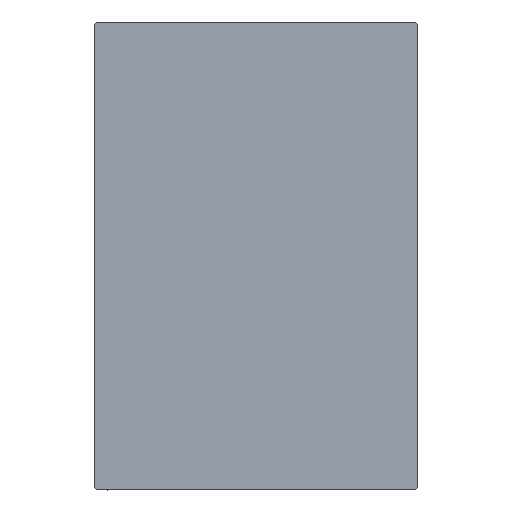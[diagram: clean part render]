
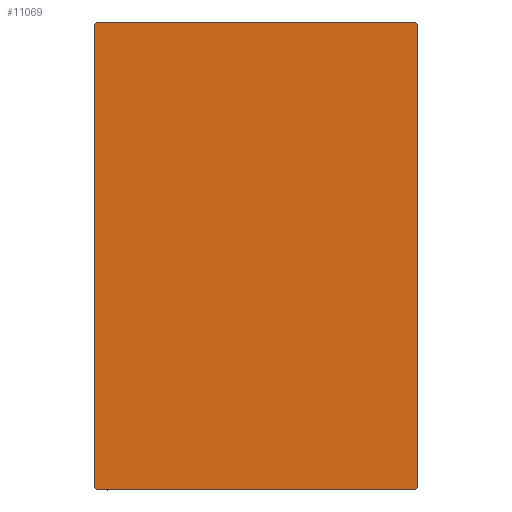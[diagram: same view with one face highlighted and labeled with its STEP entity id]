
A CAD part, left-side view. The second image highlights one B-rep face of the part: STEP entity #11069.
In plain terms, the highlighted face is planar.
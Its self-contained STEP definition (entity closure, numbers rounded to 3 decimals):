
#996 = DIRECTION ( 'NONE',  ( 0., 0.707, -0.707 ) ) ;
#1323 = ORIENTED_EDGE ( 'NONE', *, *, #23371, .T. ) ;
#1650 = ORIENTED_EDGE ( 'NONE', *, *, #14486, .T. ) ;
#1953 = VERTEX_POINT ( 'NONE', #28108 ) ;
#2206 = VECTOR ( 'NONE', #996, 1000. ) ;
#2737 = FACE_OUTER_BOUND ( 'NONE', #26808, .T. ) ;
#3986 = LINE ( 'NONE', #11487, #29563 ) ;
#4372 = CARTESIAN_POINT ( 'NONE',  ( 100., 22.2, 32.5 ) ) ;
#6311 = CARTESIAN_POINT ( 'NONE',  ( 100., 27.35, 27.35 ) ) ;
#8442 = CARTESIAN_POINT ( 'NONE',  ( 100., -22.2, -32.5 ) ) ;
#11069 = ADVANCED_FACE ( 'NONE', ( #2737 ), #25219, .T. ) ;
#11487 = CARTESIAN_POINT ( 'NONE',  ( 100., -22.5, -32.5 ) ) ;
#12408 = DIRECTION ( 'NONE',  ( 0., 0.707, 0.707 ) ) ;
#13033 = EDGE_CURVE ( 'NONE', #36142, #17673, #3986, .T. ) ;
#13995 = VECTOR ( 'NONE', #19062, 1000. ) ;
#14379 = ORIENTED_EDGE ( 'NONE', *, *, #25108, .T. ) ;
#14421 = DIRECTION ( 'NONE',  ( 0., -1., 0. ) ) ;
#14486 = EDGE_CURVE ( 'NONE', #37760, #42207, #25385, .T. ) ;
#15226 = LINE ( 'NONE', #41581, #23148 ) ;
#15513 = ORIENTED_EDGE ( 'NONE', *, *, #39130, .T. ) ;
#15617 = LINE ( 'NONE', #6311, #13995 ) ;
#16973 = CARTESIAN_POINT ( 'NONE',  ( 100., -22.5, 32.2 ) ) ;
#17467 = VERTEX_POINT ( 'NONE', #20962 ) ;
#17673 = VERTEX_POINT ( 'NONE', #23110 ) ;
#18526 = CARTESIAN_POINT ( 'NONE',  ( 100., 0., 0. ) ) ;
#18695 = CARTESIAN_POINT ( 'NONE',  ( 100., -27.35, 27.35 ) ) ;
#18937 = ORIENTED_EDGE ( 'NONE', *, *, #13033, .T. ) ;
#18938 = LINE ( 'NONE', #32114, #30708 ) ;
#19062 = DIRECTION ( 'NONE',  ( 0., -0.707, 0.707 ) ) ;
#19784 = DIRECTION ( 'NONE',  ( 0., 1., 0. ) ) ;
#20962 = CARTESIAN_POINT ( 'NONE',  ( 100., 22.5, -32.2 ) ) ;
#21101 = LINE ( 'NONE', #40354, #29148 ) ;
#21500 = CARTESIAN_POINT ( 'NONE',  ( 100., 22.5, 32.2 ) ) ;
#22188 = DIRECTION ( 'NONE',  ( 1., 0., 0. ) ) ;
#22473 = EDGE_CURVE ( 'NONE', #1953, #36142, #24973, .T. ) ;
#22615 = DIRECTION ( 'NONE',  ( 0., 0., -1. ) ) ;
#23110 = CARTESIAN_POINT ( 'NONE',  ( 100., 22.2, -32.5 ) ) ;
#23148 = VECTOR ( 'NONE', #12408, 1000. ) ;
#23371 = EDGE_CURVE ( 'NONE', #30346, #37760, #21101, .T. ) ;
#23768 = CARTESIAN_POINT ( 'NONE',  ( 100., -22.2, 32.5 ) ) ;
#24973 = LINE ( 'NONE', #38165, #2206 ) ;
#25108 = EDGE_CURVE ( 'NONE', #34482, #30346, #15617, .T. ) ;
#25219 = PLANE ( 'NONE',  #32371 ) ;
#25338 = ORIENTED_EDGE ( 'NONE', *, *, #22473, .T. ) ;
#25385 = LINE ( 'NONE', #18695, #28198 ) ;
#26052 = DIRECTION ( 'NONE',  ( 0., 0., 1. ) ) ;
#26808 = EDGE_LOOP ( 'NONE', ( #18937, #34783, #39418, #14379, #1323, #1650, #15513, #25338 ) ) ;
#27587 = LINE ( 'NONE', #37532, #28681 ) ;
#28108 = CARTESIAN_POINT ( 'NONE',  ( 100., -22.5, -32.2 ) ) ;
#28198 = VECTOR ( 'NONE', #39428, 1000. ) ;
#28681 = VECTOR ( 'NONE', #31910, 1000. ) ;
#29148 = VECTOR ( 'NONE', #14421, 1000. ) ;
#29563 = VECTOR ( 'NONE', #19784, 1000. ) ;
#30346 = VERTEX_POINT ( 'NONE', #4372 ) ;
#30708 = VECTOR ( 'NONE', #26052, 1000. ) ;
#31910 = DIRECTION ( 'NONE',  ( 0., 0., -1. ) ) ;
#32114 = CARTESIAN_POINT ( 'NONE',  ( 100., 22.5, -32.5 ) ) ;
#32371 = AXIS2_PLACEMENT_3D ( 'NONE', #18526, #22188, #22615 ) ;
#34482 = VERTEX_POINT ( 'NONE', #21500 ) ;
#34783 = ORIENTED_EDGE ( 'NONE', *, *, #37287, .T. ) ;
#36142 = VERTEX_POINT ( 'NONE', #8442 ) ;
#37287 = EDGE_CURVE ( 'NONE', #17673, #17467, #15226, .T. ) ;
#37532 = CARTESIAN_POINT ( 'NONE',  ( 100., -22.5, 32.5 ) ) ;
#37760 = VERTEX_POINT ( 'NONE', #23768 ) ;
#38165 = CARTESIAN_POINT ( 'NONE',  ( 100., -27.35, -27.35 ) ) ;
#38303 = EDGE_CURVE ( 'NONE', #17467, #34482, #18938, .T. ) ;
#39130 = EDGE_CURVE ( 'NONE', #42207, #1953, #27587, .T. ) ;
#39418 = ORIENTED_EDGE ( 'NONE', *, *, #38303, .T. ) ;
#39428 = DIRECTION ( 'NONE',  ( 0., -0.707, -0.707 ) ) ;
#40354 = CARTESIAN_POINT ( 'NONE',  ( 100., 22.5, 32.5 ) ) ;
#41581 = CARTESIAN_POINT ( 'NONE',  ( 100., 27.35, -27.35 ) ) ;
#42207 = VERTEX_POINT ( 'NONE', #16973 ) ;
